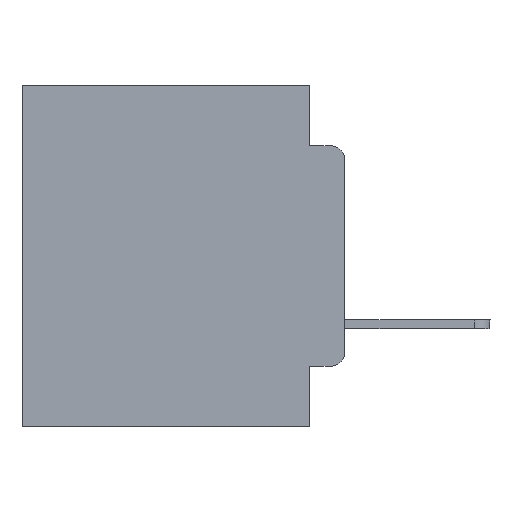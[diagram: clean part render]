
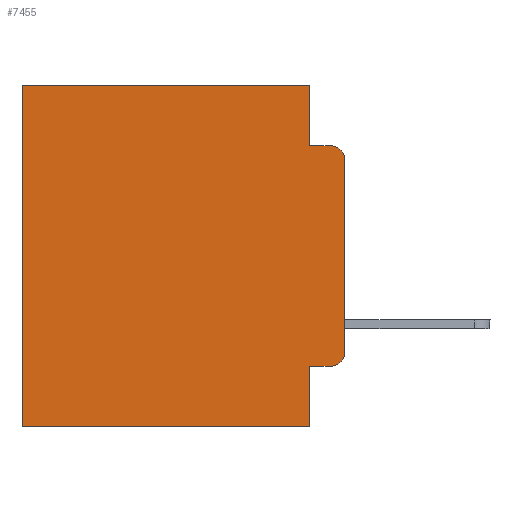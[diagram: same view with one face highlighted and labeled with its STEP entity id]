
A CAD part, left-side view. The second image highlights one B-rep face of the part: STEP entity #7455.
In plain terms, the highlighted planar face has unit normal (-1, 0, 0).
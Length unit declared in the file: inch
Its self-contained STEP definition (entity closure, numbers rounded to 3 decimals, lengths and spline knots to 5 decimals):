
#80 = DIRECTION ( 'NONE',  ( 0., 0., -1. ) ) ;
#361 = DIRECTION ( 'NONE',  ( 0., 0., -1. ) ) ;
#449 = EDGE_CURVE ( 'NONE', #9731, #12362, #16840, .T. ) ;
#589 = DIRECTION ( 'NONE',  ( 0., 0., -1. ) ) ;
#814 = DIRECTION ( 'NONE',  ( 0., 0., -1. ) ) ;
#1031 = EDGE_CURVE ( 'NONE', #5076, #19893, #13970, .T. ) ;
#1462 = CIRCLE ( 'NONE', #6156, 0.02 ) ;
#1658 = VECTOR ( 'NONE', #15992, 39.37008 ) ;
#1969 = ORIENTED_EDGE ( 'NONE', *, *, #22146, .T. ) ;
#2083 = CARTESIAN_POINT ( 'NONE',  ( 0.298, 0., -0.1085 ) ) ;
#2183 = VECTOR ( 'NONE', #2713, 39.37008 ) ;
#2219 = CARTESIAN_POINT ( 'NONE',  ( 0.298, 0., 0. ) ) ;
#2651 = DIRECTION ( 'NONE',  ( -1., 0., 0. ) ) ;
#2713 = DIRECTION ( 'NONE',  ( 0., -1., 0. ) ) ;
#2928 = CARTESIAN_POINT ( 'NONE',  ( 0.298, 0.02, -0.1085 ) ) ;
#3000 = VECTOR ( 'NONE', #19177, 39.37008 ) ;
#3166 = CARTESIAN_POINT ( 'NONE',  ( 0.298, 0., 0. ) ) ;
#4360 = DIRECTION ( 'NONE',  ( 1., 0., 0. ) ) ;
#4902 = CARTESIAN_POINT ( 'NONE',  ( 0.298, 0.02, -0.4115 ) ) ;
#4954 = LINE ( 'NONE', #19181, #13479 ) ;
#5076 = VERTEX_POINT ( 'NONE', #2083 ) ;
#5164 = EDGE_CURVE ( 'NONE', #9731, #24511, #13575, .T. ) ;
#5242 = CARTESIAN_POINT ( 'NONE',  ( 0.298, 0.051, -0.5 ) ) ;
#5391 = ORIENTED_EDGE ( 'NONE', *, *, #1031, .F. ) ;
#5716 = CARTESIAN_POINT ( 'NONE',  ( 0.298, 0.051, -0.4115 ) ) ;
#6156 = AXIS2_PLACEMENT_3D ( 'NONE', #2928, #2651, #589 ) ;
#6441 = CARTESIAN_POINT ( 'NONE',  ( 0.298, 0.473, -0.5 ) ) ;
#7055 = EDGE_CURVE ( 'NONE', #12362, #17474, #4954, .T. ) ;
#7455 = ADVANCED_FACE ( 'NONE', ( #17202 ), #14307, .F. ) ;
#7637 = VERTEX_POINT ( 'NONE', #21504 ) ;
#8175 = VECTOR ( 'NONE', #11842, 39.37008 ) ;
#9253 = CARTESIAN_POINT ( 'NONE',  ( 0.298, 0.02, -0.0885 ) ) ;
#9303 = DIRECTION ( 'NONE',  ( -1., 0., 0. ) ) ;
#9731 = VERTEX_POINT ( 'NONE', #11663 ) ;
#10103 = CARTESIAN_POINT ( 'NONE',  ( 0.298, 0., 0. ) ) ;
#10421 = VECTOR ( 'NONE', #18651, 39.37008 ) ;
#10664 = ORIENTED_EDGE ( 'NONE', *, *, #5164, .F. ) ;
#10853 = EDGE_CURVE ( 'NONE', #14576, #19893, #17838, .T. ) ;
#11461 = ORIENTED_EDGE ( 'NONE', *, *, #7055, .T. ) ;
#11663 = CARTESIAN_POINT ( 'NONE',  ( 0.298, 0.051, 0. ) ) ;
#11842 = DIRECTION ( 'NONE',  ( 0., -1., 0. ) ) ;
#12234 = AXIS2_PLACEMENT_3D ( 'NONE', #2219, #4360, #80 ) ;
#12362 = VERTEX_POINT ( 'NONE', #24583 ) ;
#12434 = CARTESIAN_POINT ( 'NONE',  ( 0.298, 0., -0.3915 ) ) ;
#12593 = DIRECTION ( 'NONE',  ( 0., 1., 0. ) ) ;
#12877 = CARTESIAN_POINT ( 'NONE',  ( 0.298, 0.051, -0.0885 ) ) ;
#13479 = VECTOR ( 'NONE', #814, 39.37008 ) ;
#13575 = LINE ( 'NONE', #24634, #10421 ) ;
#13968 = EDGE_CURVE ( 'NONE', #24511, #24466, #19220, .T. ) ;
#13970 = LINE ( 'NONE', #10103, #1658 ) ;
#13976 = ORIENTED_EDGE ( 'NONE', *, *, #16422, .F. ) ;
#14025 = VECTOR ( 'NONE', #12593, 39.37008 ) ;
#14044 = ORIENTED_EDGE ( 'NONE', *, *, #23559, .T. ) ;
#14307 = PLANE ( 'NONE',  #12234 ) ;
#14576 = VERTEX_POINT ( 'NONE', #4902 ) ;
#15199 = CARTESIAN_POINT ( 'NONE',  ( 0.298, 0., -0.5 ) ) ;
#15480 = ORIENTED_EDGE ( 'NONE', *, *, #10853, .T. ) ;
#15733 = EDGE_LOOP ( 'NONE', ( #5391, #14044, #24575, #10664, #21764, #11461, #13976, #22145, #1969, #15480 ) ) ;
#15992 = DIRECTION ( 'NONE',  ( 0., 0., -1. ) ) ;
#16422 = EDGE_CURVE ( 'NONE', #18387, #17474, #24437, .T. ) ;
#16494 = VECTOR ( 'NONE', #361, 39.37008 ) ;
#16840 = LINE ( 'NONE', #3166, #14025 ) ;
#17202 = FACE_OUTER_BOUND ( 'NONE', #15733, .T. ) ;
#17474 = VERTEX_POINT ( 'NONE', #6441 ) ;
#17838 = CIRCLE ( 'NONE', #19518, 0.02 ) ;
#18103 = EDGE_CURVE ( 'NONE', #7637, #18387, #21844, .T. ) ;
#18387 = VERTEX_POINT ( 'NONE', #5242 ) ;
#18578 = LINE ( 'NONE', #5716, #8175 ) ;
#18651 = DIRECTION ( 'NONE',  ( 0., 0., -1. ) ) ;
#19177 = DIRECTION ( 'NONE',  ( 0., 1., 0. ) ) ;
#19181 = CARTESIAN_POINT ( 'NONE',  ( 0.298, 0.473, 0. ) ) ;
#19220 = LINE ( 'NONE', #12877, #2183 ) ;
#19420 = DIRECTION ( 'NONE',  ( 0., 0., -1. ) ) ;
#19518 = AXIS2_PLACEMENT_3D ( 'NONE', #21348, #9303, #19420 ) ;
#19893 = VERTEX_POINT ( 'NONE', #12434 ) ;
#20577 = CARTESIAN_POINT ( 'NONE',  ( 0.298, 0.051, 0. ) ) ;
#21348 = CARTESIAN_POINT ( 'NONE',  ( 0.298, 0.02, -0.3915 ) ) ;
#21504 = CARTESIAN_POINT ( 'NONE',  ( 0.298, 0.051, -0.4115 ) ) ;
#21764 = ORIENTED_EDGE ( 'NONE', *, *, #449, .T. ) ;
#21844 = LINE ( 'NONE', #20577, #16494 ) ;
#22145 = ORIENTED_EDGE ( 'NONE', *, *, #18103, .F. ) ;
#22146 = EDGE_CURVE ( 'NONE', #7637, #14576, #18578, .T. ) ;
#23559 = EDGE_CURVE ( 'NONE', #5076, #24466, #1462, .T. ) ;
#24437 = LINE ( 'NONE', #15199, #3000 ) ;
#24466 = VERTEX_POINT ( 'NONE', #9253 ) ;
#24511 = VERTEX_POINT ( 'NONE', #25877 ) ;
#24575 = ORIENTED_EDGE ( 'NONE', *, *, #13968, .F. ) ;
#24583 = CARTESIAN_POINT ( 'NONE',  ( 0.298, 0.473, 0. ) ) ;
#24634 = CARTESIAN_POINT ( 'NONE',  ( 0.298, 0.051, 0. ) ) ;
#25877 = CARTESIAN_POINT ( 'NONE',  ( 0.298, 0.051, -0.0885 ) ) ;
